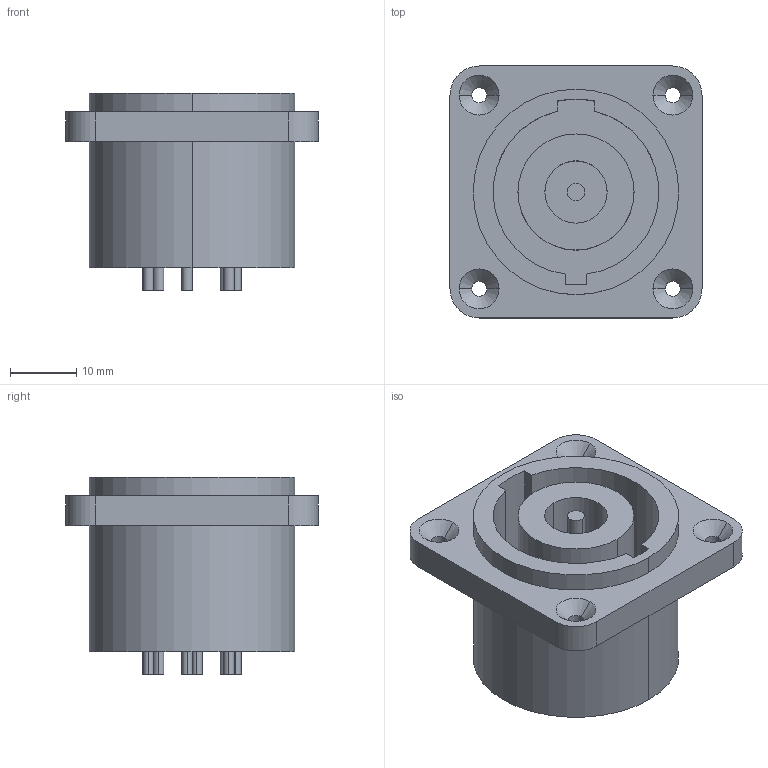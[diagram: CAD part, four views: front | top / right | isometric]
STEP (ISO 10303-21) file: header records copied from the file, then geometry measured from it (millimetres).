
FILE_DESCRIPTION((''),'2;1');
FILE_NAME('D-NL8MD-V','2012-05-29T',('odo'),(''),'PRO/ENGINEER BY PARAMETRIC TECHNOLOGY CORPORATION, 2011310','PRO/ENGINEER BY PARAMETRIC TECHNOLOGY CORPORATION, 2011310','');
FILE_SCHEMA(('AUTOMOTIVE_DESIGN_CC2 { 1 2 10303 214 -1 1 5 2 }'));
Length unit declared in the file: millimetre
Products named in the file (1): D-NL8MD-V
Bounding box: 38 x 38 x 29.8 mm (x, y, z)
Volume: 16228.5 mm3; surface area: 9397.8 mm2
Topology: 1 solids, 1 shells, 74 faces, 166 edges, 108 vertices
Faces by surface type: cylinder 42, plane 24, cone 8
Entity records: 2337 total; most frequent: DIRECTION 406, CARTESIAN_POINT 348, ORIENTED_EDGE 332, COLOUR_RGB 209, AXIS2_PLACEMENT_3D 166, EDGE_CURVE 166, VERTEX_POINT 108, EDGE_LOOP 96
